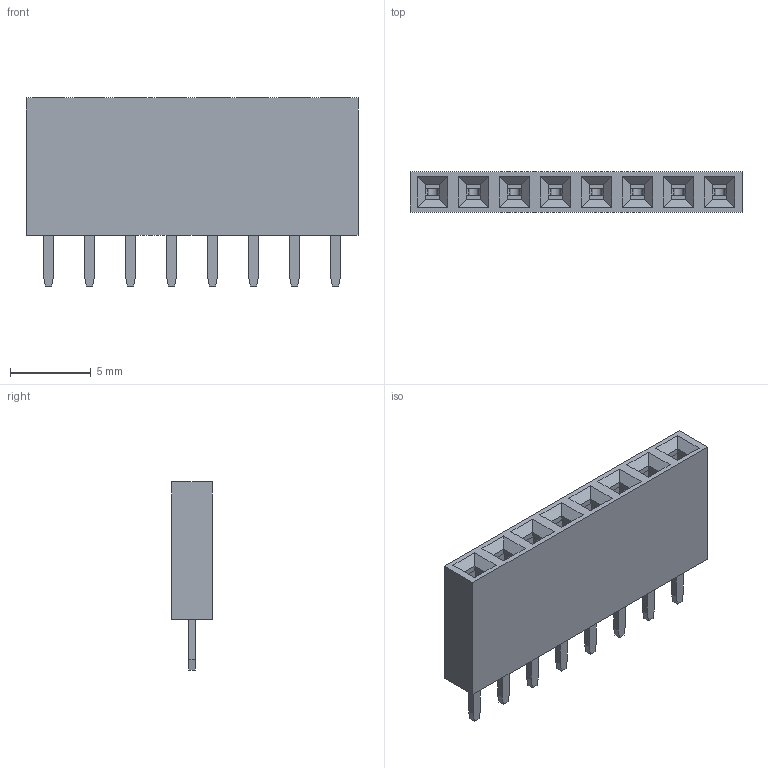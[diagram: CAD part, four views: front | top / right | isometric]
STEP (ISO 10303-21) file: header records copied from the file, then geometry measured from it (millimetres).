
FILE_DESCRIPTION( ('This file contains a STEP AP42 implementation' ,'as created by ZW3D STEP Interface translator.') ,'2;1' );
FILE_NAME( '2185-1XXSXXCYNX1.stp' ,'23 5 3.20 637', (''), ('ZWCAD Software Co.'), 'Version 1.0', 'ZW3D to STEP translator', '' );
FILE_SCHEMA(('AUTOMOTIVE_DESIGN { 1 0 10303 214 1 1 1 1 }'));
Length unit declared in the file: millimetre
Products named in the file (2): 0; 2185-108SG0CYNT1
Bounding box: 20.57 x 2.5 x 11.65 mm (x, y, z)
Volume: 374.8 mm3; surface area: 1132.3 mm2
Topology: 1 solids, 1 shells, 598 faces, 1724 edges, 1128 vertices
Faces by surface type: plane 494, cylinder 72, bspline 32
Entity records: 20376 total; most frequent: CARTESIAN_POINT 3957, ORIENTED_EDGE 3448, DIRECTION 3002, EDGE_CURVE 1724, VECTOR 1516, LINE 1516, VERTEX_POINT 1128, AXIS2_PLACEMENT_3D 743
